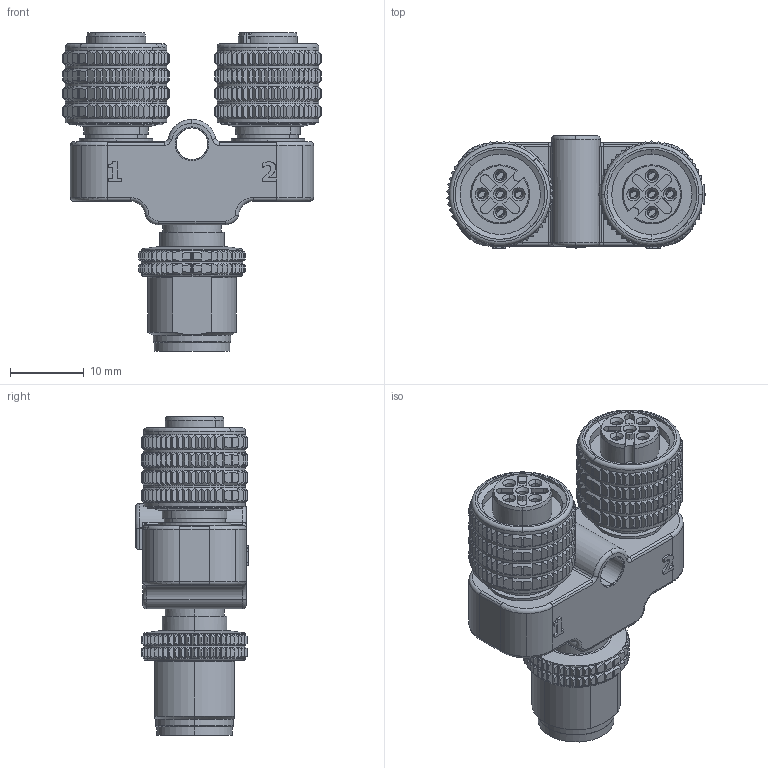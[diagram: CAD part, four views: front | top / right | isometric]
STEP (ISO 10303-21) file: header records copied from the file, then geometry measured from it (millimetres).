
FILE_DESCRIPTION(('CATIA V5 STEP Exchange','CAx-IF Rec.Pracs.--- Model Styling and Organization---1.4--- 2014-01-23'),'2;1');
FILE_NAME ('005062-3_0', '2020-11-11T12:55:50+00:00', ('none'), ('Weidmueller'), 'CATIA Version 5-6 Release 2016 SP3 HF44', 'CATIA V5 STEP AP214', 'none');
FILE_SCHEMA(('AUTOMOTIVE_DESIGN { 1 0 10303 214 1 1 1 1 }'));
Length unit declared in the file: millimetre
Products named in the file (1): 1060730000
Bounding box: 35.08 x 15.31 x 43.3 mm (x, y, z)
Volume: 9266.1 mm3; surface area: 7473.4 mm2
Topology: 29 solids, 29 shells, 3365 faces, 8299 edges, 5054 vertices
Faces by surface type: plane 1493, cone 1102, bspline 364, cylinder 344, torus 34, sphere 20, extrusion 8
Entity records: 115160 total; most frequent: CARTESIAN_POINT 46979, ORIENTED_EDGE 16558, DIRECTION 9595, EDGE_CURVE 8271, VERTEX_POINT 5045, AXIS2_PLACEMENT_3D 4549, B_SPLINE_CURVE_WITH_KNOTS 4234, EDGE_LOOP 3495
